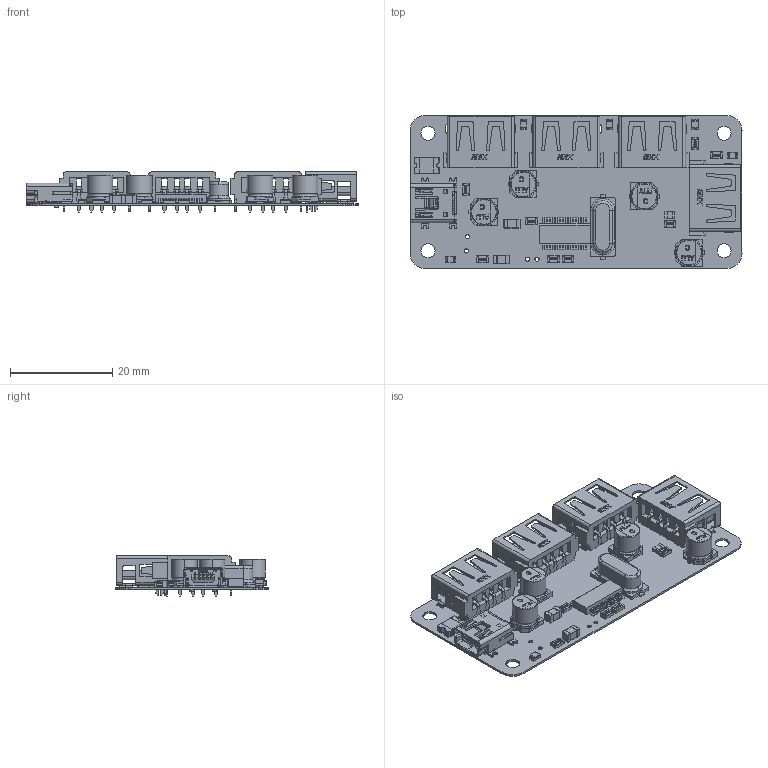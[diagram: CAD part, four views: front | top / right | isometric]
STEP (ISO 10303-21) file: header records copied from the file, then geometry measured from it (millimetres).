
FILE_DESCRIPTION(('Open CASCADE Model'),'2;1');
FILE_NAME('Open CASCADE Shape Model','2024-05-22T10:46:21',('Author'),( 'Open CASCADE'),'Open CASCADE STEP processor 6.2','Open CASCADE 6.2' ,'Unknown');
FILE_SCHEMA(('AUTOMOTIVE_DESIGN { 1 0 10303 214 1 1 1 1 }'));
Length unit declared in the file: millimetre
Products named in the file (43): PCB; Board; J1; USB2_AF; J2; J3; J4; U1; SSOP28; ; ; ; Y1; X_49SMD; J5; mini_USB_smt; F1; fuse_1812; C1; C5_54; C2; C3; C4; D5; LED-0805; R7; R-0805; C5; cap_1206; R6; R5; R1; C6; User_Library-Chip_Cap_MLCC_0805_(2012)_B; R8; D1; D2; D3; D4; R4 ...
Assembly tree (116 placements, depth 5):
  PCB
    Board
    J1
      USB2_AF
    J2
      USB2_AF
    J3
      USB2_AF
    J4
      USB2_AF
    U1
      SSOP28
  
    x2
  
    Y1
      X_49SMD
    J5
      mini_USB_smt
    F1
      fuse_1812
    C1
      C5_54
    C2
      C5_54
    C3
      C5_54
    C4
      C5_54
    D5
      LED-0805
    R7
      R-0805
    C5
      cap_1206
    R6
      R-0805
    R5
      R-0805
    R1
      R-0805
    C6
      User_Library-Chip_Cap_MLCC_0805_(2012)_B
    R8
      R-0805
    D1
      LED-0805
    D2
      LED-0805
    D3
      LED-0805
    D4
      LED-0805
    R4
      R-0805
    R3
      R-0805
    R2
      R-0805
    C7
Bounding box: 65.04 x 30.02 x 7.89 mm (x, y, z)
Volume: 2973.7 mm3; surface area: 10703.2 mm2
Topology: 220 solids, 220 shells, 6989 faces, 18937 edges, 12330 vertices
Faces by surface type: plane 4554, cylinder 1777, bspline 576, sphere 32, torus 22, cone 20, extrusion 8
Full cylindrical faces by diameter (mm): 0.8 x4, 0.9 x2, 2.75 x4
Entity records: 165295 total; most frequent: CARTESIAN_POINT 48266, DIRECTION 19507, VECTOR 12154, LINE 12152, ORIENTED_EDGE 11978, PCURVE 11978, DEFINITIONAL_REPRESENTATION 11978, EDGE_CURVE 5989
